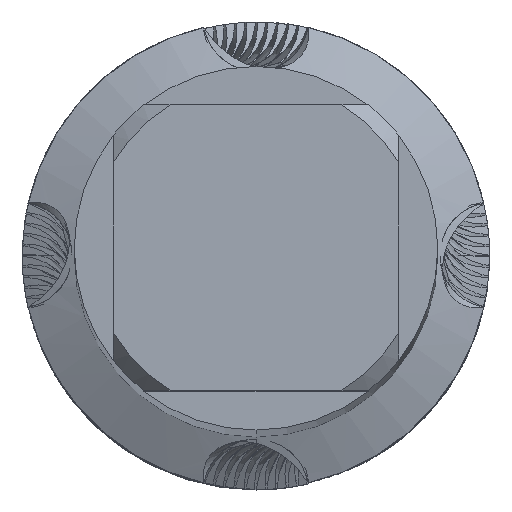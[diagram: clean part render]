
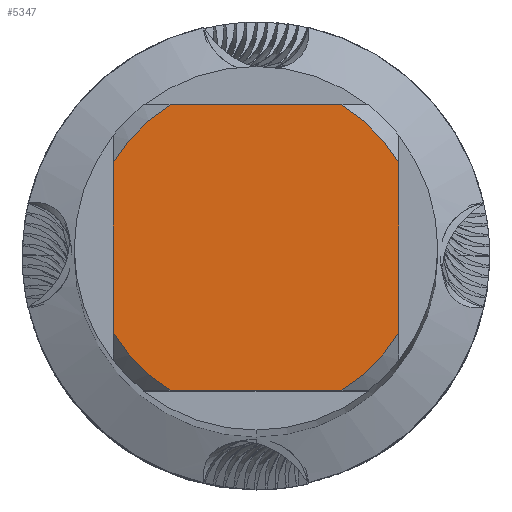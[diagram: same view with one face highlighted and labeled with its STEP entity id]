
A CAD part, top view. The second image highlights one B-rep face of the part: STEP entity #5347.
In plain terms, the highlighted planar face has unit normal (0, 0, 1).
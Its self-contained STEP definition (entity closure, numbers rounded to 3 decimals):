
#2707=EDGE_CURVE('',#4479,#4981,#7892,.T.);
#2723=VERTEX_POINT('',#7909);
#3137=VERTEX_POINT('',#8356);
#3549=VERTEX_POINT('',#8806);
#4479=VERTEX_POINT('',#9813);
#4677=EDGE_CURVE('',#3549,#6337,#10027,.T.);
#4785=EDGE_CURVE('',#5445,#3137,#10143,.T.);
#4981=VERTEX_POINT('',#10354);
#5347=ADVANCED_FACE('',(#10756),#10757,.T.);
#5445=VERTEX_POINT('',#10858);
#5861=EDGE_CURVE('',#2723,#3137,#11320,.T.);
#5941=EDGE_CURVE('',#2723,#7309,#11407,.T.);
#6337=VERTEX_POINT('',#11840);
#6727=EDGE_CURVE('',#4479,#7309,#12263,.T.);
#6983=EDGE_CURVE('',#3549,#4981,#12537,.T.);
#7309=VERTEX_POINT('',#12891);
#7565=EDGE_CURVE('',#5445,#6337,#13171,.T.);
#7892=CIRCLE('',#13782,6.4);
#7909=CARTESIAN_POINT('',(3.273,5.5,0.0));
#8356=CARTESIAN_POINT('',(-3.273,5.5,0.0));
#8806=CARTESIAN_POINT('',(-3.273,-5.5,0.0));
#9813=CARTESIAN_POINT('',(5.5,-3.273,0.0));
#10027=CIRCLE('',#20439,6.4);
#10143=CIRCLE('',#20849,6.4);
#10354=CARTESIAN_POINT('',(3.273,-5.5,0.0));
#10756=FACE_OUTER_BOUND('',#22799,.T.);
#10757=PLANE('',#22800);
#10858=CARTESIAN_POINT('',(-5.5,3.273,0.0));
#11320=LINE('',#24580,#24581);
#11407=CIRCLE('',#24863,6.4);
#11840=CARTESIAN_POINT('',(-5.5,-3.273,0.0));
#12263=LINE('',#27931,#27932);
#12537=LINE('',#29002,#29003);
#12891=CARTESIAN_POINT('',(5.5,3.273,0.0));
#13171=LINE('',#31090,#31091);
#13782=AXIS2_PLACEMENT_3D('',#31958,#31959,#31960);
#20439=AXIS2_PLACEMENT_3D('',#33954,#33955,#33956);
#20849=AXIS2_PLACEMENT_3D('',#34053,#34054,#34055);
#22799=EDGE_LOOP('',(#34618,#34619,#34620,#34621,#34622,#34623,#34624,#34625));
#22800=AXIS2_PLACEMENT_3D('',#34626,#34627,#34628);
#24580=CARTESIAN_POINT('',(0.0,5.5,0.0));
#24581=VECTOR('',#35269,1.0);
#24863=AXIS2_PLACEMENT_3D('',#35358,#35359,#35360);
#27931=CARTESIAN_POINT('',(5.5,1.6,0.0));
#27932=VECTOR('',#36133,1.0);
#29002=CARTESIAN_POINT('',(0.0,-5.5,0.0));
#29003=VECTOR('',#36476,1.0);
#31090=CARTESIAN_POINT('',(-5.5,1.6,0.0));
#31091=VECTOR('',#37179,1.0);
#31958=CARTESIAN_POINT('',(0.0,0.0,0.0));
#31959=DIRECTION('',(0.0,0.0,-1.0));
#31960=DIRECTION('',(0.0,1.0,0.0));
#33954=CARTESIAN_POINT('',(0.0,0.0,0.0));
#33955=DIRECTION('',(0.0,0.0,-1.0));
#33956=DIRECTION('',(0.0,1.0,0.0));
#34053=CARTESIAN_POINT('',(0.0,0.0,0.0));
#34054=DIRECTION('',(0.0,0.0,-1.0));
#34055=DIRECTION('',(0.0,1.0,0.0));
#34618=ORIENTED_EDGE('',*,*,#7565,.T.);
#34619=ORIENTED_EDGE('',*,*,#4677,.F.);
#34620=ORIENTED_EDGE('',*,*,#6983,.T.);
#34621=ORIENTED_EDGE('',*,*,#2707,.F.);
#34622=ORIENTED_EDGE('',*,*,#6727,.T.);
#34623=ORIENTED_EDGE('',*,*,#5941,.F.);
#34624=ORIENTED_EDGE('',*,*,#5861,.T.);
#34625=ORIENTED_EDGE('',*,*,#4785,.F.);
#34626=CARTESIAN_POINT('',(0.0,3.2,0.0));
#34627=DIRECTION('',(-0.0,0.0,1.0));
#34628=DIRECTION('',(0.0,-1.0,0.0));
#35269=DIRECTION('',(-1.0,0.0,0.0));
#35358=CARTESIAN_POINT('',(0.0,0.0,0.0));
#35359=DIRECTION('',(0.0,0.0,-1.0));
#35360=DIRECTION('',(0.0,1.0,0.0));
#36133=DIRECTION('',(-0.0,1.0,0.0));
#36476=DIRECTION('',(1.0,0.0,0.0));
#37179=DIRECTION('',(-0.0,-1.0,0.0));
